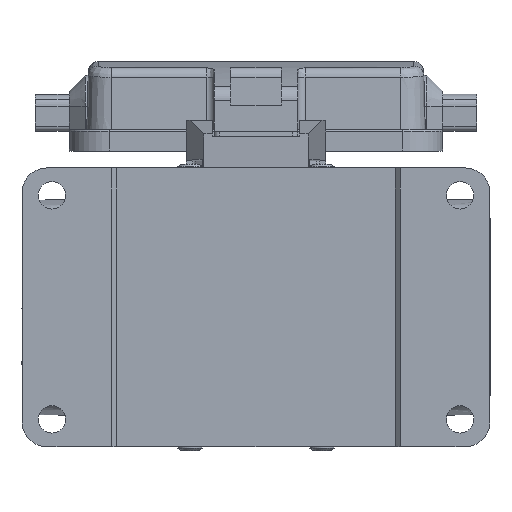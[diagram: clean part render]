
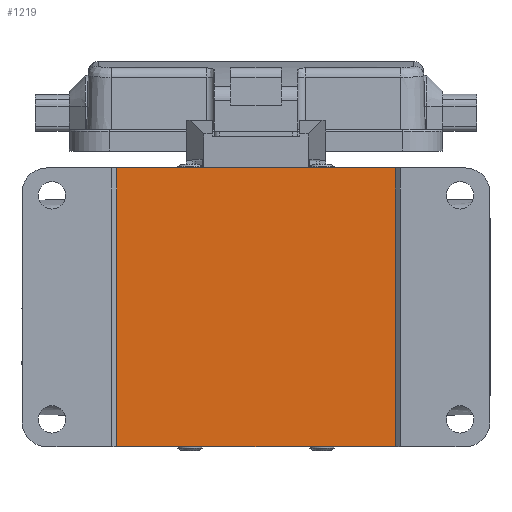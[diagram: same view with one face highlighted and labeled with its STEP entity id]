
A CAD part, front view. The second image highlights one B-rep face of the part: STEP entity #1219.
In plain terms, the highlighted planar face has unit normal (0, -1, 0).
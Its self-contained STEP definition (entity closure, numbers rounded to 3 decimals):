
#631 = VECTOR ( 'NONE', #13269, 1000. ) ;
#1087 = EDGE_CURVE ( 'NONE', #6108, #6289, #8502, .T. ) ;
#1089 = EDGE_CURVE ( 'NONE', #11490, #6289, #8508, .T. ) ;
#1090 = EDGE_CURVE ( 'NONE', #6108, #11489, #8511, .T. ) ;
#1219 = ADVANCED_FACE ( 'NONE', ( #4510 ), #6893, .F. ) ;
#2371 = CARTESIAN_POINT ( 'NONE',  ( 28., -76., -28. ) ) ;
#2488 = CARTESIAN_POINT ( 'NONE',  ( -28., -76., -28. ) ) ;
#2913 = CARTESIAN_POINT ( 'NONE',  ( 28., -76., 28. ) ) ;
#2914 = CARTESIAN_POINT ( 'NONE',  ( -28., -76., 28. ) ) ;
#4450 = AXIS2_PLACEMENT_3D ( 'NONE', #6894, #6895, #6896 ) ;
#4510 = FACE_OUTER_BOUND ( 'NONE', #5925, .T. ) ;
#5925 = EDGE_LOOP ( 'NONE', ( #11182, #11183, #11184, #11181 ) ) ;
#6108 = VERTEX_POINT ( 'NONE', #2371 ) ;
#6289 = VERTEX_POINT ( 'NONE', #2488 ) ;
#6893 = PLANE ( 'NONE',  #4450 ) ;
#6894 = CARTESIAN_POINT ( 'NONE',  ( 28., -76., 33.6 ) ) ;
#6895 = DIRECTION ( 'NONE',  ( 0., 1., 0. ) ) ;
#6896 = DIRECTION ( 'NONE',  ( 0., 0., 1. ) ) ;
#8502 = LINE ( 'NONE', #8503, #9987 ) ;
#8503 = CARTESIAN_POINT ( 'NONE',  ( 47., -76., -28. ) ) ;
#8504 = DIRECTION ( 'NONE',  ( -1., 0., 0. ) ) ;
#8508 = LINE ( 'NONE', #8509, #9984 ) ;
#8509 = CARTESIAN_POINT ( 'NONE',  ( -28., -76., 33.6 ) ) ;
#8510 = DIRECTION ( 'NONE',  ( 0., 0., -1. ) ) ;
#8511 = LINE ( 'NONE', #8512, #9981 ) ;
#8512 = CARTESIAN_POINT ( 'NONE',  ( 28., -76., 33.6 ) ) ;
#8513 = DIRECTION ( 'NONE',  ( 0., 0., 1. ) ) ;
#9981 = VECTOR ( 'NONE', #8513, 1000. ) ;
#9984 = VECTOR ( 'NONE', #8510, 1000. ) ;
#9987 = VECTOR ( 'NONE', #8504, 1000. ) ;
#11181 = ORIENTED_EDGE ( 'NONE', *, *, #1089, .T. ) ;
#11182 = ORIENTED_EDGE ( 'NONE', *, *, #1087, .F. ) ;
#11183 = ORIENTED_EDGE ( 'NONE', *, *, #1090, .T. ) ;
#11184 = ORIENTED_EDGE ( 'NONE', *, *, #18637, .F. ) ;
#11489 = VERTEX_POINT ( 'NONE', #2913 ) ;
#11490 = VERTEX_POINT ( 'NONE', #2914 ) ;
#13265 = LINE ( 'NONE', #13267, #631 ) ;
#13267 = CARTESIAN_POINT ( 'NONE',  ( -47., -76., 28. ) ) ;
#13269 = DIRECTION ( 'NONE',  ( 1., 0., 0. ) ) ;
#18637 = EDGE_CURVE ( 'NONE', #11490, #11489, #13265, .T. ) ;
